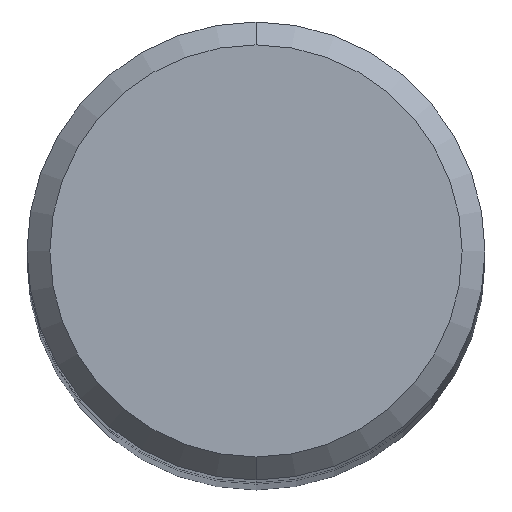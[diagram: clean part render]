
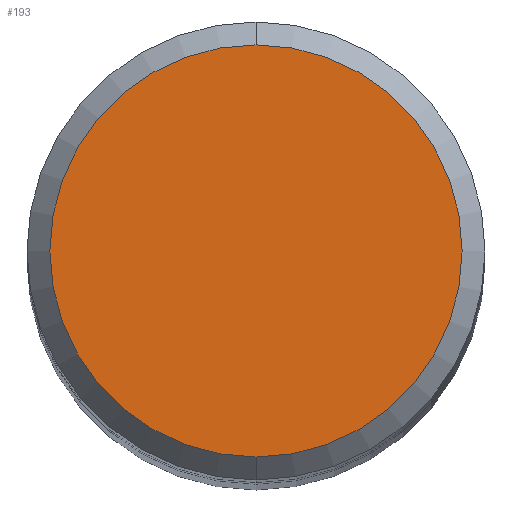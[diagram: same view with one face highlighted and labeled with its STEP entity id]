
A CAD part, top view. The second image highlights one B-rep face of the part: STEP entity #193.
In plain terms, the highlighted planar face has unit normal (0, 0, 1).
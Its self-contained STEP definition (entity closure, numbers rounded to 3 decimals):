
#193=ADVANCED_FACE('',(#485),#486,.T.);
#273=EDGE_CURVE('',#323,#397,#576,.T.);
#323=VERTEX_POINT('',#631);
#379=EDGE_CURVE('',#397,#323,#690,.T.);
#397=VERTEX_POINT('',#709);
#485=FACE_OUTER_BOUND('',#856,.T.);
#486=PLANE('',#857);
#576=CIRCLE('',#1060,7.2);
#631=CARTESIAN_POINT('',(0.,-7.2,0.0));
#690=CIRCLE('',#1292,7.2);
#709=CARTESIAN_POINT('',(0.0,7.2,0.0));
#856=EDGE_LOOP('',(#1468,#1469));
#857=AXIS2_PLACEMENT_3D('',#1470,#1471,#1472);
#1060=AXIS2_PLACEMENT_3D('',#1576,#1577,#1578);
#1292=AXIS2_PLACEMENT_3D('',#1694,#1695,#1696);
#1468=ORIENTED_EDGE('',*,*,#379,.F.);
#1469=ORIENTED_EDGE('',*,*,#273,.F.);
#1470=CARTESIAN_POINT('',(0.0,3.6,0.0));
#1471=DIRECTION('',(-0.0,0.0,1.0));
#1472=DIRECTION('',(0.0,-1.0,0.0));
#1576=CARTESIAN_POINT('',(0.0,0.0,0.0));
#1577=DIRECTION('',(0.0,0.0,-1.0));
#1578=DIRECTION('',(0.0,1.0,0.0));
#1694=CARTESIAN_POINT('',(0.0,0.0,0.0));
#1695=DIRECTION('',(0.0,0.0,-1.0));
#1696=DIRECTION('',(0.0,1.0,0.0));
